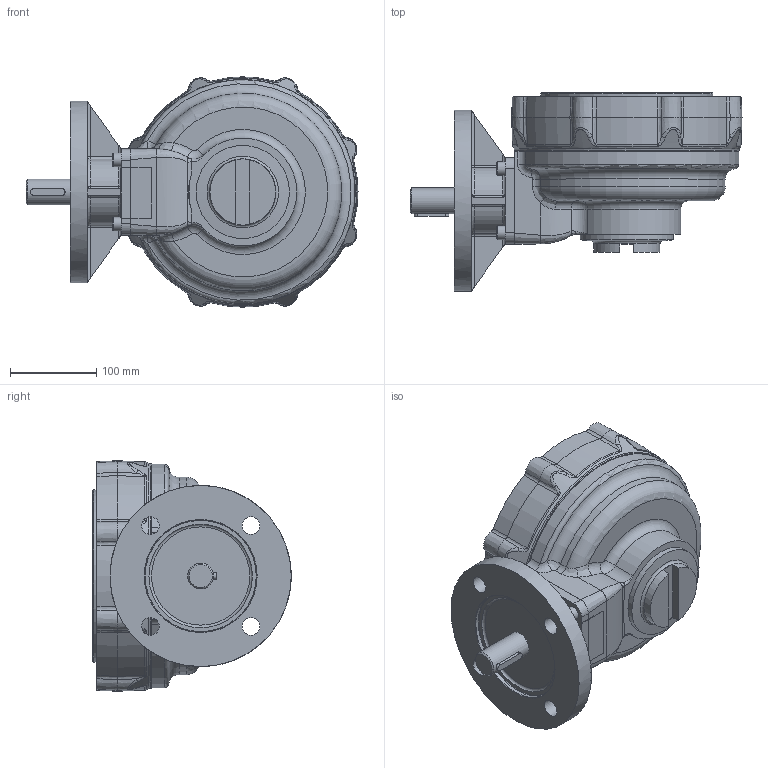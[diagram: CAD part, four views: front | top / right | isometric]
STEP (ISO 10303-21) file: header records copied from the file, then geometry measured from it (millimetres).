
FILE_DESCRIPTION(/* description */ ('Unknown'),/* implementation_level */ '2;1');
FILE_NAME(/* name */ 'PUBIB7-F16-F25_simplified',/* time_stamp */ '2015-12-10T08:41:11+00:00',/* author */ ('Unknown'),/* organization */ ('Unknown'),/* preprocessor_version */ 'ST-DEVELOPER v16',/* originating_system */ 'DEX',/* authorisation */ $);
FILE_SCHEMA (('AUTOMOTIVE_DESIGN {1 0 10303 214 3 1 1}'));
Length unit declared in the file: millimetre
Products named in the file (1): PUBIB7-F16-F25_simplified
Bounding box: 384.77 x 230.1 x 267 mm (x, y, z)
Surface area: 432933.1 mm2 (no closed solid volume)
Topology: 0 solids, 41 shells, 341 faces, 1120 edges, 803 vertices
Faces by surface type: cylinder 80, plane 77, bspline 76, cone 61, torus 31, sphere 16
Full cylindrical faces by diameter (mm): 13.8 x8, 13.835 x8, 16 x4, 20.5 x4, 30 x1, 90.15 x1, 107.95 x1, 130 x1, 199.95 x1, 210 x1, 219.95 x1
Entity records: 18067 total; most frequent: CARTESIAN_POINT 7458, DIRECTION 1721, ORIENTED_EDGE 1614, EDGE_CURVE 1015, VERTEX_POINT 791, AXIS2_PLACEMENT_3D 643, FACE_BOUND 545, EDGE_LOOP 537
